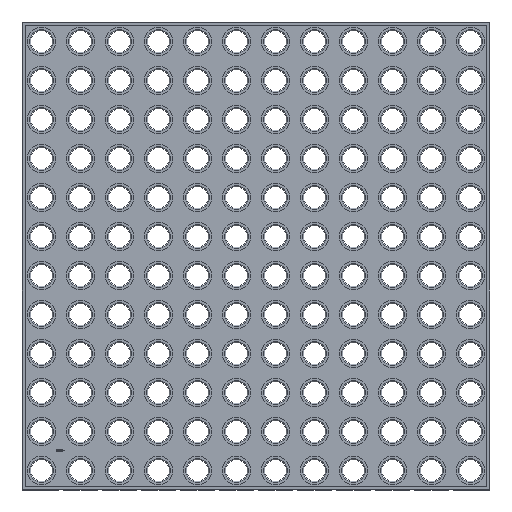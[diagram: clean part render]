
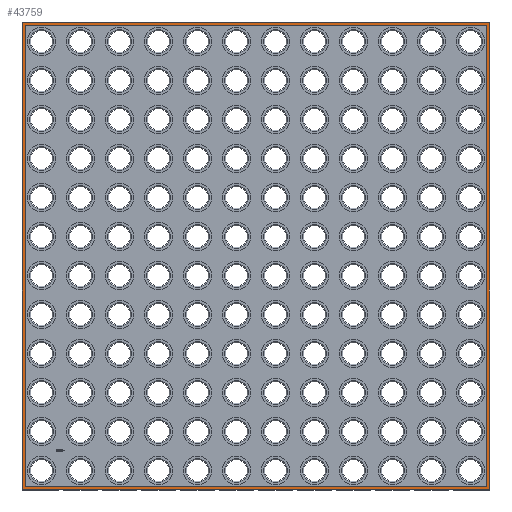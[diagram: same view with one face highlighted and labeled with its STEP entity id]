
A CAD part, top view. The second image highlights one B-rep face of the part: STEP entity #43759.
In plain terms, the highlighted planar face has unit normal (0, 0, 1).
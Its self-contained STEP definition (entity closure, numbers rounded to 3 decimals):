
#100 = PLANE('',#101);
#101 = AXIS2_PLACEMENT_3D('',#102,#103,#104);
#102 = CARTESIAN_POINT('',(-6.25,143.6,2.975));
#103 = DIRECTION('',(0.,0.707,0.707));
#104 = DIRECTION('',(-1.,0.,0.));
#7989 = PLANE('',#7990);
#7990 = AXIS2_PLACEMENT_3D('',#7991,#7992,#7993);
#7991 = CARTESIAN_POINT('',(143.6,143.75,2.975));
#7992 = DIRECTION('',(0.707,0.,0.707)
  );
#7993 = DIRECTION('',(0.,1.,0.));
#9263 = VERTEX_POINT('',#9264);
#9264 = CARTESIAN_POINT('',(-5.95,143.45,3.125));
#9278 = PLANE('',#9279);
#9279 = AXIS2_PLACEMENT_3D('',#9280,#9281,#9282);
#9280 = CARTESIAN_POINT('',(-6.1,-6.25,2.975));
#9281 = DIRECTION('',(-0.707,0.,0.707
    ));
#9282 = DIRECTION('',(0.,-1.,0.));
#9292 = VERTEX_POINT('',#9293);
#9293 = CARTESIAN_POINT('',(143.45,143.45,3.125));
#9314 = EDGE_CURVE('',#9263,#9292,#9315,.T.);
#9315 = SURFACE_CURVE('',#9316,(#9320,#9327),.PCURVE_S1.);
#9316 = LINE('',#9317,#9318);
#9317 = CARTESIAN_POINT('',(-6.25,143.45,3.125));
#9318 = VECTOR('',#9319,1.);
#9319 = DIRECTION('',(1.,0.,0.));
#9320 = PCURVE('',#100,#9321);
#9321 = DEFINITIONAL_REPRESENTATION('',(#9322),#9326);
#9322 = LINE('',#9323,#9324);
#9323 = CARTESIAN_POINT('',(0.,0.212));
#9324 = VECTOR('',#9325,1.);
#9325 = DIRECTION('',(-1.,0.));
#9326 = ( GEOMETRIC_REPRESENTATION_CONTEXT(2) 
PARAMETRIC_REPRESENTATION_CONTEXT() REPRESENTATION_CONTEXT('2D SPACE',''
  ) );
#9327 = PCURVE('',#9328,#9333);
#9328 = PLANE('',#9329);
#9329 = AXIS2_PLACEMENT_3D('',#9330,#9331,#9332);
#9330 = CARTESIAN_POINT('',(68.75,68.75,3.125));
#9331 = DIRECTION('',(0.,0.,1.));
#9332 = DIRECTION('',(1.,0.,0.));
#9333 = DEFINITIONAL_REPRESENTATION('',(#9334),#9338);
#9334 = LINE('',#9335,#9336);
#9335 = CARTESIAN_POINT('',(-75.,74.7));
#9336 = VECTOR('',#9337,1.);
#9337 = DIRECTION('',(1.,0.));
#9338 = ( GEOMETRIC_REPRESENTATION_CONTEXT(2) 
PARAMETRIC_REPRESENTATION_CONTEXT() REPRESENTATION_CONTEXT('2D SPACE',''
  ) );
#42584 = PLANE('',#42585);
#42585 = AXIS2_PLACEMENT_3D('',#42586,#42587,#42588);
#42586 = CARTESIAN_POINT('',(143.75,-6.1,2.975));
#42587 = DIRECTION('',(0.,-0.707,
    0.707));
#42588 = DIRECTION('',(-1.,0.,0.));
#43668 = VERTEX_POINT('',#43669);
#43669 = CARTESIAN_POINT('',(143.45,-5.95,3.125));
#43690 = EDGE_CURVE('',#9292,#43668,#43691,.T.);
#43691 = SURFACE_CURVE('',#43692,(#43696,#43703),.PCURVE_S1.);
#43692 = LINE('',#43693,#43694);
#43693 = CARTESIAN_POINT('',(143.45,143.75,3.125));
#43694 = VECTOR('',#43695,1.);
#43695 = DIRECTION('',(0.,-1.,0.));
#43696 = PCURVE('',#7989,#43697);
#43697 = DEFINITIONAL_REPRESENTATION('',(#43698),#43702);
#43698 = LINE('',#43699,#43700);
#43699 = CARTESIAN_POINT('',(0.,0.212));
#43700 = VECTOR('',#43701,1.);
#43701 = DIRECTION('',(-1.,0.));
#43702 = ( GEOMETRIC_REPRESENTATION_CONTEXT(2) 
PARAMETRIC_REPRESENTATION_CONTEXT() REPRESENTATION_CONTEXT('2D SPACE',''
  ) );
#43703 = PCURVE('',#9328,#43704);
#43704 = DEFINITIONAL_REPRESENTATION('',(#43705),#43709);
#43705 = LINE('',#43706,#43707);
#43706 = CARTESIAN_POINT('',(74.7,75.));
#43707 = VECTOR('',#43708,1.);
#43708 = DIRECTION('',(0.,-1.));
#43709 = ( GEOMETRIC_REPRESENTATION_CONTEXT(2) 
PARAMETRIC_REPRESENTATION_CONTEXT() REPRESENTATION_CONTEXT('2D SPACE',''
  ) );
#43715 = VERTEX_POINT('',#43716);
#43716 = CARTESIAN_POINT('',(-5.95,-5.95,3.125));
#43739 = EDGE_CURVE('',#43715,#9263,#43740,.T.);
#43740 = SURFACE_CURVE('',#43741,(#43745,#43752),.PCURVE_S1.);
#43741 = LINE('',#43742,#43743);
#43742 = CARTESIAN_POINT('',(-5.95,-6.25,3.125));
#43743 = VECTOR('',#43744,1.);
#43744 = DIRECTION('',(0.,1.,0.));
#43745 = PCURVE('',#9278,#43746);
#43746 = DEFINITIONAL_REPRESENTATION('',(#43747),#43751);
#43747 = LINE('',#43748,#43749);
#43748 = CARTESIAN_POINT('',(0.,0.212));
#43749 = VECTOR('',#43750,1.);
#43750 = DIRECTION('',(-1.,0.));
#43751 = ( GEOMETRIC_REPRESENTATION_CONTEXT(2) 
PARAMETRIC_REPRESENTATION_CONTEXT() REPRESENTATION_CONTEXT('2D SPACE',''
  ) );
#43752 = PCURVE('',#9328,#43753);
#43753 = DEFINITIONAL_REPRESENTATION('',(#43754),#43758);
#43754 = LINE('',#43755,#43756);
#43755 = CARTESIAN_POINT('',(-74.7,-75.));
#43756 = VECTOR('',#43757,1.);
#43757 = DIRECTION('',(0.,1.));
#43758 = ( GEOMETRIC_REPRESENTATION_CONTEXT(2) 
PARAMETRIC_REPRESENTATION_CONTEXT() REPRESENTATION_CONTEXT('2D SPACE',''
  ) );
#43759 = ADVANCED_FACE('',(#43760,#43786),#9328,.T.);
#43760 = FACE_BOUND('',#43761,.T.);
#43761 = EDGE_LOOP('',(#43762,#43783,#43784,#43785));
#43762 = ORIENTED_EDGE('',*,*,#43763,.F.);
#43763 = EDGE_CURVE('',#43668,#43715,#43764,.T.);
#43764 = SURFACE_CURVE('',#43765,(#43769,#43776),.PCURVE_S1.);
#43765 = LINE('',#43766,#43767);
#43766 = CARTESIAN_POINT('',(143.75,-5.95,3.125));
#43767 = VECTOR('',#43768,1.);
#43768 = DIRECTION('',(-1.,0.,0.));
#43769 = PCURVE('',#9328,#43770);
#43770 = DEFINITIONAL_REPRESENTATION('',(#43771),#43775);
#43771 = LINE('',#43772,#43773);
#43772 = CARTESIAN_POINT('',(75.,-74.7));
#43773 = VECTOR('',#43774,1.);
#43774 = DIRECTION('',(-1.,0.));
#43775 = ( GEOMETRIC_REPRESENTATION_CONTEXT(2) 
PARAMETRIC_REPRESENTATION_CONTEXT() REPRESENTATION_CONTEXT('2D SPACE',''
  ) );
#43776 = PCURVE('',#42584,#43777);
#43777 = DEFINITIONAL_REPRESENTATION('',(#43778),#43782);
#43778 = LINE('',#43779,#43780);
#43779 = CARTESIAN_POINT('',(0.,-0.212));
#43780 = VECTOR('',#43781,1.);
#43781 = DIRECTION('',(1.,0.));
#43782 = ( GEOMETRIC_REPRESENTATION_CONTEXT(2) 
PARAMETRIC_REPRESENTATION_CONTEXT() REPRESENTATION_CONTEXT('2D SPACE',''
  ) );
#43783 = ORIENTED_EDGE('',*,*,#43690,.F.);
#43784 = ORIENTED_EDGE('',*,*,#9314,.F.);
#43785 = ORIENTED_EDGE('',*,*,#43739,.F.);
#43786 = FACE_BOUND('',#43787,.T.);
#43787 = EDGE_LOOP('',(#43788,#43818,#43846,#43874));
#43788 = ORIENTED_EDGE('',*,*,#43789,.T.);
#43789 = EDGE_CURVE('',#43790,#43792,#43794,.T.);
#43790 = VERTEX_POINT('',#43791);
#43791 = CARTESIAN_POINT('',(-5.15,-5.15,3.125));
#43792 = VERTEX_POINT('',#43793);
#43793 = CARTESIAN_POINT('',(-5.15,142.65,3.125));
#43794 = SURFACE_CURVE('',#43795,(#43799,#43806),.PCURVE_S1.);
#43795 = LINE('',#43796,#43797);
#43796 = CARTESIAN_POINT('',(-5.15,-5.15,3.125));
#43797 = VECTOR('',#43798,1.);
#43798 = DIRECTION('',(0.,1.,0.));
#43799 = PCURVE('',#9328,#43800);
#43800 = DEFINITIONAL_REPRESENTATION('',(#43801),#43805);
#43801 = LINE('',#43802,#43803);
#43802 = CARTESIAN_POINT('',(-73.9,-73.9));
#43803 = VECTOR('',#43804,1.);
#43804 = DIRECTION('',(0.,1.));
#43805 = ( GEOMETRIC_REPRESENTATION_CONTEXT(2) 
PARAMETRIC_REPRESENTATION_CONTEXT() REPRESENTATION_CONTEXT('2D SPACE',''
  ) );
#43806 = PCURVE('',#43807,#43812);
#43807 = PLANE('',#43808);
#43808 = AXIS2_PLACEMENT_3D('',#43809,#43810,#43811);
#43809 = CARTESIAN_POINT('',(-5.15,-5.15,3.125));
#43810 = DIRECTION('',(1.,0.,0.));
#43811 = DIRECTION('',(0.,1.,0.));
#43812 = DEFINITIONAL_REPRESENTATION('',(#43813),#43817);
#43813 = LINE('',#43814,#43815);
#43814 = CARTESIAN_POINT('',(0.,0.));
#43815 = VECTOR('',#43816,1.);
#43816 = DIRECTION('',(1.,0.));
#43817 = ( GEOMETRIC_REPRESENTATION_CONTEXT(2) 
PARAMETRIC_REPRESENTATION_CONTEXT() REPRESENTATION_CONTEXT('2D SPACE',''
  ) );
#43818 = ORIENTED_EDGE('',*,*,#43819,.T.);
#43819 = EDGE_CURVE('',#43792,#43820,#43822,.T.);
#43820 = VERTEX_POINT('',#43821);
#43821 = CARTESIAN_POINT('',(142.65,142.65,3.125));
#43822 = SURFACE_CURVE('',#43823,(#43827,#43834),.PCURVE_S1.);
#43823 = LINE('',#43824,#43825);
#43824 = CARTESIAN_POINT('',(-5.15,142.65,3.125));
#43825 = VECTOR('',#43826,1.);
#43826 = DIRECTION('',(1.,0.,0.));
#43827 = PCURVE('',#9328,#43828);
#43828 = DEFINITIONAL_REPRESENTATION('',(#43829),#43833);
#43829 = LINE('',#43830,#43831);
#43830 = CARTESIAN_POINT('',(-73.9,73.9));
#43831 = VECTOR('',#43832,1.);
#43832 = DIRECTION('',(1.,0.));
#43833 = ( GEOMETRIC_REPRESENTATION_CONTEXT(2) 
PARAMETRIC_REPRESENTATION_CONTEXT() REPRESENTATION_CONTEXT('2D SPACE',''
  ) );
#43834 = PCURVE('',#43835,#43840);
#43835 = PLANE('',#43836);
#43836 = AXIS2_PLACEMENT_3D('',#43837,#43838,#43839);
#43837 = CARTESIAN_POINT('',(-5.15,142.65,3.125));
#43838 = DIRECTION('',(0.,-1.,0.));
#43839 = DIRECTION('',(1.,0.,0.));
#43840 = DEFINITIONAL_REPRESENTATION('',(#43841),#43845);
#43841 = LINE('',#43842,#43843);
#43842 = CARTESIAN_POINT('',(0.,0.));
#43843 = VECTOR('',#43844,1.);
#43844 = DIRECTION('',(1.,0.));
#43845 = ( GEOMETRIC_REPRESENTATION_CONTEXT(2) 
PARAMETRIC_REPRESENTATION_CONTEXT() REPRESENTATION_CONTEXT('2D SPACE',''
  ) );
#43846 = ORIENTED_EDGE('',*,*,#43847,.T.);
#43847 = EDGE_CURVE('',#43820,#43848,#43850,.T.);
#43848 = VERTEX_POINT('',#43849);
#43849 = CARTESIAN_POINT('',(142.65,-5.15,3.125));
#43850 = SURFACE_CURVE('',#43851,(#43855,#43862),.PCURVE_S1.);
#43851 = LINE('',#43852,#43853);
#43852 = CARTESIAN_POINT('',(142.65,142.65,3.125));
#43853 = VECTOR('',#43854,1.);
#43854 = DIRECTION('',(0.,-1.,0.));
#43855 = PCURVE('',#9328,#43856);
#43856 = DEFINITIONAL_REPRESENTATION('',(#43857),#43861);
#43857 = LINE('',#43858,#43859);
#43858 = CARTESIAN_POINT('',(73.9,73.9));
#43859 = VECTOR('',#43860,1.);
#43860 = DIRECTION('',(0.,-1.));
#43861 = ( GEOMETRIC_REPRESENTATION_CONTEXT(2) 
PARAMETRIC_REPRESENTATION_CONTEXT() REPRESENTATION_CONTEXT('2D SPACE',''
  ) );
#43862 = PCURVE('',#43863,#43868);
#43863 = PLANE('',#43864);
#43864 = AXIS2_PLACEMENT_3D('',#43865,#43866,#43867);
#43865 = CARTESIAN_POINT('',(142.65,142.65,3.125));
#43866 = DIRECTION('',(-1.,0.,0.));
#43867 = DIRECTION('',(0.,-1.,0.));
#43868 = DEFINITIONAL_REPRESENTATION('',(#43869),#43873);
#43869 = LINE('',#43870,#43871);
#43870 = CARTESIAN_POINT('',(0.,0.));
#43871 = VECTOR('',#43872,1.);
#43872 = DIRECTION('',(1.,0.));
#43873 = ( GEOMETRIC_REPRESENTATION_CONTEXT(2) 
PARAMETRIC_REPRESENTATION_CONTEXT() REPRESENTATION_CONTEXT('2D SPACE',''
  ) );
#43874 = ORIENTED_EDGE('',*,*,#43875,.T.);
#43875 = EDGE_CURVE('',#43848,#43790,#43876,.T.);
#43876 = SURFACE_CURVE('',#43877,(#43881,#43888),.PCURVE_S1.);
#43877 = LINE('',#43878,#43879);
#43878 = CARTESIAN_POINT('',(142.65,-5.15,3.125));
#43879 = VECTOR('',#43880,1.);
#43880 = DIRECTION('',(-1.,0.,0.));
#43881 = PCURVE('',#9328,#43882);
#43882 = DEFINITIONAL_REPRESENTATION('',(#43883),#43887);
#43883 = LINE('',#43884,#43885);
#43884 = CARTESIAN_POINT('',(73.9,-73.9));
#43885 = VECTOR('',#43886,1.);
#43886 = DIRECTION('',(-1.,0.));
#43887 = ( GEOMETRIC_REPRESENTATION_CONTEXT(2) 
PARAMETRIC_REPRESENTATION_CONTEXT() REPRESENTATION_CONTEXT('2D SPACE',''
  ) );
#43888 = PCURVE('',#43889,#43894);
#43889 = PLANE('',#43890);
#43890 = AXIS2_PLACEMENT_3D('',#43891,#43892,#43893);
#43891 = CARTESIAN_POINT('',(142.65,-5.15,3.125));
#43892 = DIRECTION('',(0.,1.,0.));
#43893 = DIRECTION('',(-1.,0.,0.));
#43894 = DEFINITIONAL_REPRESENTATION('',(#43895),#43899);
#43895 = LINE('',#43896,#43897);
#43896 = CARTESIAN_POINT('',(0.,0.));
#43897 = VECTOR('',#43898,1.);
#43898 = DIRECTION('',(1.,0.));
#43899 = ( GEOMETRIC_REPRESENTATION_CONTEXT(2) 
PARAMETRIC_REPRESENTATION_CONTEXT() REPRESENTATION_CONTEXT('2D SPACE',''
  ) );
